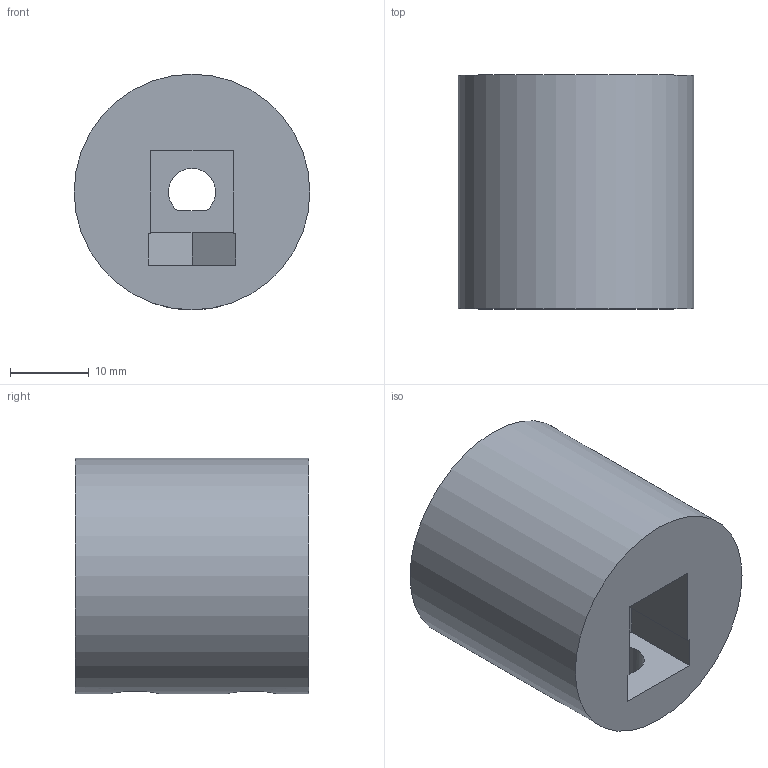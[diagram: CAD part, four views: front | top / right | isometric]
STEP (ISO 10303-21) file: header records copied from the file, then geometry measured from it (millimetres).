
FILE_DESCRIPTION(/* description */ ('STEP AP242','CAx-IF Rec.Pracs.---Representation and Presentation of Product Manufacturing Information (PMI)---4.0---2014-10-13','CAx-IF Rec.Pracs.---3D Tessellated Geometry---0.4---2014-09-14','2;1'),/* implementation_level */ '2;1');
FILE_NAME(/* name */ '687bd6a96cdc8b0143139cf8',/* time_stamp */ '2025-07-19T17:32:25Z',/* author */ (''),/* organization */ (''),/* preprocessor_version */ 'ST-DEVELOPER v20',/* originating_system */ 'ONSHAPE BY PTC INC, 1.201',/* authorisation */ ' ');
FILE_SCHEMA (('AP242_MANAGED_MODEL_BASED_3D_ENGINEERING_MIM_LF { 1 0 10303 442 1 1 4 }'));
Length unit declared in the file: metre
Products named in the file (1): Coupler
Bounding box: 30 x 29.75 x 30 mm (x, y, z)
Volume: 17443.4 mm3; surface area: 5587.9 mm2
Topology: 1 solids, 1 shells, 26 faces, 70 edges, 47 vertices
Faces by surface type: plane 22, cylinder 4
Full cylindrical faces by diameter (mm): 6.528 x2, 30 x1
Entity records: 816 total; most frequent: CARTESIAN_POINT 155, ORIENTED_EDGE 128, DIRECTION 122, EDGE_CURVE 64, LINE 56, VECTOR 56, VERTEX_POINT 44, EDGE_LOOP 36
